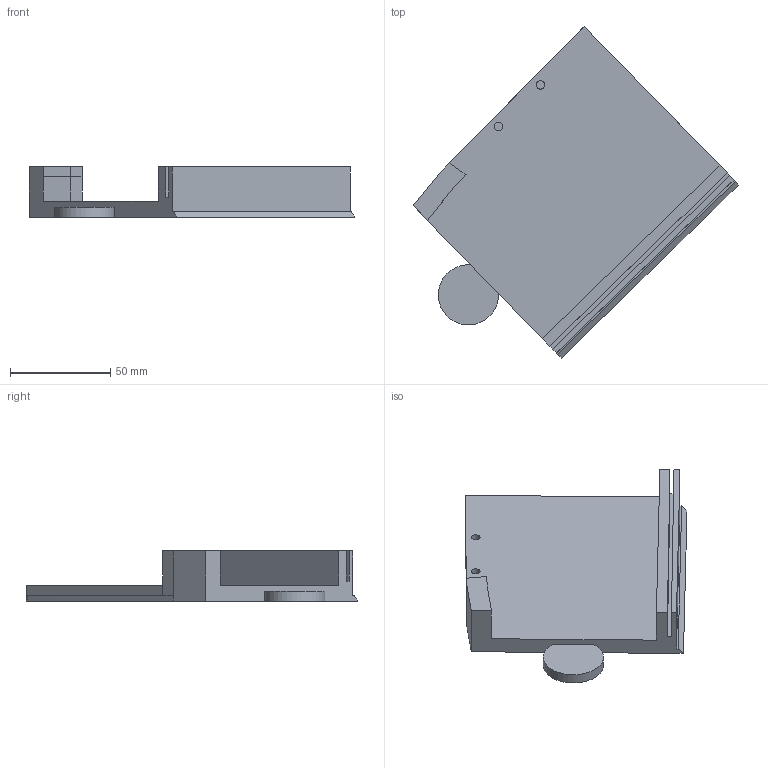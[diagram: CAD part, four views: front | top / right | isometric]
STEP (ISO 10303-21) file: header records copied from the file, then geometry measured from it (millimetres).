
FILE_DESCRIPTION(/* description */ (''),/* implementation_level */ '2;1');
FILE_NAME(/* name */ 'Pitlane_2.step',/* time_stamp */ '2024-10-16T21:33:31+02:00',/* author */ (''),/* organization */ (''),/* preprocessor_version */ 'ST-DEVELOPER v20',/* originating_system */ 'Autodesk Translation Framework v13.20.0.188',/* authorisation */ '');
FILE_SCHEMA (('AUTOMOTIVE_DESIGN { 1 0 10303 214 3 1 1 }'));
Length unit declared in the file: millimetre
Products named in the file (1): Pitlane_2
Bounding box: 162.12 x 165.23 x 25 mm (x, y, z)
Volume: 126742.1 mm3; surface area: 41727 mm2
Topology: 1 solids, 1 shells, 37 faces, 99 edges, 66 vertices
Faces by surface type: plane 21, bspline 11, cylinder 4, cone 1
Full cylindrical faces by diameter (mm): 4.25 x1, 4.317 x1
Entity records: 1863 total; most frequent: CARTESIAN_POINT 944, ORIENTED_EDGE 198, DIRECTION 142, EDGE_CURVE 99, LINE 70, VECTOR 70, VERTEX_POINT 66, EDGE_LOOP 39
